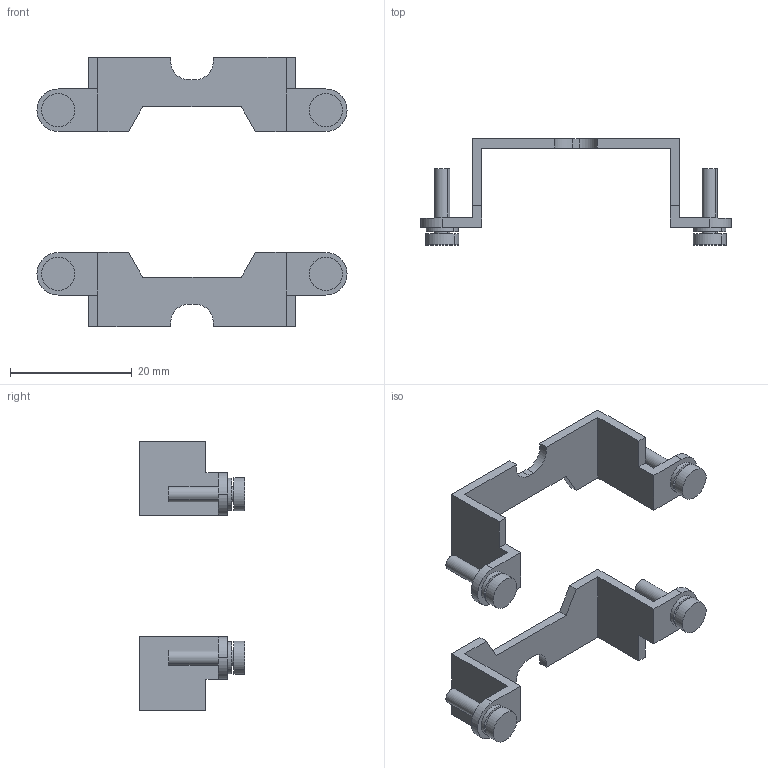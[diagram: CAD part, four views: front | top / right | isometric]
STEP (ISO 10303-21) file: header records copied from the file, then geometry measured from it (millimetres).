
FILE_DESCRIPTION((''),'2;1');
FILE_NAME('MANIFOLD_SOLID_BREP-947','2017-09-06T',('dm.li'),(''),'PRO/ENGINEER BY PARAMETRIC TECHNOLOGY CORPORATION, 2012480','PRO/ENGINEER BY PARAMETRIC TECHNOLOGY CORPORATION, 2012480','');
FILE_SCHEMA(('AUTOMOTIVE_DESIGN { 1 0 10303 214 1 1 1 1 }'));
Length unit declared in the file: millimetre
Products named in the file (1): MANIFOLD_SOLID_BREP-947
Bounding box: 51 x 17.4 x 44.3 mm (x, y, z)
Volume: 2520.3 mm3; surface area: 3962.1 mm2
Topology: 2 solids, 2 shells, 108 faces, 264 edges, 176 vertices
Faces by surface type: plane 64, cylinder 44
Entity records: 3250 total; most frequent: DIRECTION 568, CARTESIAN_POINT 550, ORIENTED_EDGE 528, EDGE_CURVE 264, AXIS2_PLACEMENT_3D 196, VECTOR 176, LINE 176, VERTEX_POINT 176
